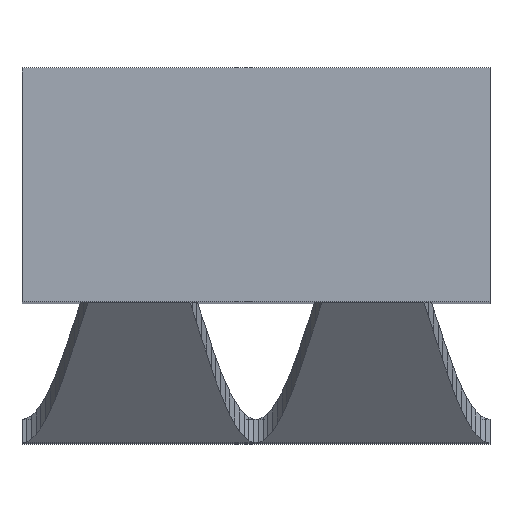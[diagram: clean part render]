
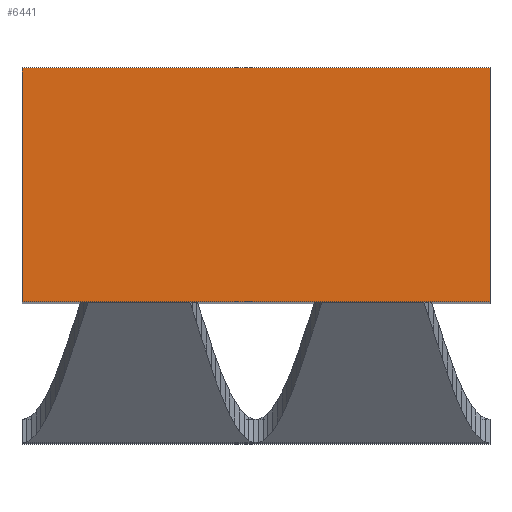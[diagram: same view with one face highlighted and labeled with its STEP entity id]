
A CAD part, top view. The second image highlights one B-rep face of the part: STEP entity #6441.
In plain terms, the highlighted planar face has unit normal (0, 0, 1).
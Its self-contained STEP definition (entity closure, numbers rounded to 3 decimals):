
#615 = PLANE('',#616);
#616 = AXIS2_PLACEMENT_3D('',#617,#618,#619);
#617 = CARTESIAN_POINT('',(-50.,-25.,-100.));
#618 = DIRECTION('',(0.,-1.,0.));
#619 = DIRECTION('',(1.,0.,0.));
#3459 = VERTEX_POINT('',#3460);
#3460 = CARTESIAN_POINT('',(-50.,-25.,100.));
#3474 = PLANE('',#3475);
#3475 = AXIS2_PLACEMENT_3D('',#3476,#3477,#3478);
#3476 = CARTESIAN_POINT('',(-50.,25.,-100.));
#3477 = DIRECTION('',(1.,0.,0.));
#3478 = DIRECTION('',(0.,-1.,0.));
#3515 = VERTEX_POINT('',#3516);
#3516 = CARTESIAN_POINT('',(50.,-25.,100.));
#3530 = PLANE('',#3531);
#3531 = AXIS2_PLACEMENT_3D('',#3532,#3533,#3534);
#3532 = CARTESIAN_POINT('',(50.,25.,-100.));
#3533 = DIRECTION('',(1.,0.,0.));
#3534 = DIRECTION('',(0.,-1.,0.));
#3542 = EDGE_CURVE('',#3459,#3515,#3543,.T.);
#3543 = SURFACE_CURVE('',#3544,(#3548,#3555),.PCURVE_S1.);
#3544 = LINE('',#3545,#3546);
#3545 = CARTESIAN_POINT('',(-50.,-25.,100.));
#3546 = VECTOR('',#3547,1.);
#3547 = DIRECTION('',(1.,0.,0.));
#3548 = PCURVE('',#615,#3549);
#3549 = DEFINITIONAL_REPRESENTATION('',(#3550),#3554);
#3550 = LINE('',#3551,#3552);
#3551 = CARTESIAN_POINT('',(0.,200.));
#3552 = VECTOR('',#3553,1.);
#3553 = DIRECTION('',(1.,0.));
#3554 = ( GEOMETRIC_REPRESENTATION_CONTEXT(2) 
PARAMETRIC_REPRESENTATION_CONTEXT() REPRESENTATION_CONTEXT('2D SPACE',''
  ) );
#3555 = PCURVE('',#3556,#3561);
#3556 = PLANE('',#3557);
#3557 = AXIS2_PLACEMENT_3D('',#3558,#3559,#3560);
#3558 = CARTESIAN_POINT('',(-50.,25.,100.));
#3559 = DIRECTION('',(0.,0.,1.));
#3560 = DIRECTION('',(0.,-1.,0.));
#3561 = DEFINITIONAL_REPRESENTATION('',(#3562),#3566);
#3562 = LINE('',#3563,#3564);
#3563 = CARTESIAN_POINT('',(50.,0.));
#3564 = VECTOR('',#3565,1.);
#3565 = DIRECTION('',(0.,1.));
#3566 = ( GEOMETRIC_REPRESENTATION_CONTEXT(2) 
PARAMETRIC_REPRESENTATION_CONTEXT() REPRESENTATION_CONTEXT('2D SPACE',''
  ) );
#6393 = VERTEX_POINT('',#6394);
#6394 = CARTESIAN_POINT('',(-50.,25.,100.));
#6408 = PLANE('',#6409);
#6409 = AXIS2_PLACEMENT_3D('',#6410,#6411,#6412);
#6410 = CARTESIAN_POINT('',(-50.,25.,-100.));
#6411 = DIRECTION('',(0.,-1.,0.));
#6412 = DIRECTION('',(1.,0.,0.));
#6420 = EDGE_CURVE('',#6393,#3459,#6421,.T.);
#6421 = SURFACE_CURVE('',#6422,(#6426,#6433),.PCURVE_S1.);
#6422 = LINE('',#6423,#6424);
#6423 = CARTESIAN_POINT('',(-50.,25.,100.));
#6424 = VECTOR('',#6425,1.);
#6425 = DIRECTION('',(0.,-1.,0.));
#6426 = PCURVE('',#3474,#6427);
#6427 = DEFINITIONAL_REPRESENTATION('',(#6428),#6432);
#6428 = LINE('',#6429,#6430);
#6429 = CARTESIAN_POINT('',(0.,-200.));
#6430 = VECTOR('',#6431,1.);
#6431 = DIRECTION('',(1.,0.));
#6432 = ( GEOMETRIC_REPRESENTATION_CONTEXT(2) 
PARAMETRIC_REPRESENTATION_CONTEXT() REPRESENTATION_CONTEXT('2D SPACE',''
  ) );
#6433 = PCURVE('',#3556,#6434);
#6434 = DEFINITIONAL_REPRESENTATION('',(#6435),#6439);
#6435 = LINE('',#6436,#6437);
#6436 = CARTESIAN_POINT('',(0.,0.));
#6437 = VECTOR('',#6438,1.);
#6438 = DIRECTION('',(1.,0.));
#6439 = ( GEOMETRIC_REPRESENTATION_CONTEXT(2) 
PARAMETRIC_REPRESENTATION_CONTEXT() REPRESENTATION_CONTEXT('2D SPACE',''
  ) );
#6441 = ADVANCED_FACE('',(#6442),#3556,.T.);
#6442 = FACE_BOUND('',#6443,.T.);
#6443 = EDGE_LOOP('',(#6444,#6467,#6468,#6469));
#6444 = ORIENTED_EDGE('',*,*,#6445,.F.);
#6445 = EDGE_CURVE('',#6393,#6446,#6448,.T.);
#6446 = VERTEX_POINT('',#6447);
#6447 = CARTESIAN_POINT('',(50.,25.,100.));
#6448 = SURFACE_CURVE('',#6449,(#6453,#6460),.PCURVE_S1.);
#6449 = LINE('',#6450,#6451);
#6450 = CARTESIAN_POINT('',(-50.,25.,100.));
#6451 = VECTOR('',#6452,1.);
#6452 = DIRECTION('',(1.,0.,0.));
#6453 = PCURVE('',#3556,#6454);
#6454 = DEFINITIONAL_REPRESENTATION('',(#6455),#6459);
#6455 = LINE('',#6456,#6457);
#6456 = CARTESIAN_POINT('',(0.,0.));
#6457 = VECTOR('',#6458,1.);
#6458 = DIRECTION('',(0.,1.));
#6459 = ( GEOMETRIC_REPRESENTATION_CONTEXT(2) 
PARAMETRIC_REPRESENTATION_CONTEXT() REPRESENTATION_CONTEXT('2D SPACE',''
  ) );
#6460 = PCURVE('',#6408,#6461);
#6461 = DEFINITIONAL_REPRESENTATION('',(#6462),#6466);
#6462 = LINE('',#6463,#6464);
#6463 = CARTESIAN_POINT('',(0.,200.));
#6464 = VECTOR('',#6465,1.);
#6465 = DIRECTION('',(1.,0.));
#6466 = ( GEOMETRIC_REPRESENTATION_CONTEXT(2) 
PARAMETRIC_REPRESENTATION_CONTEXT() REPRESENTATION_CONTEXT('2D SPACE',''
  ) );
#6467 = ORIENTED_EDGE('',*,*,#6420,.T.);
#6468 = ORIENTED_EDGE('',*,*,#3542,.T.);
#6469 = ORIENTED_EDGE('',*,*,#6470,.F.);
#6470 = EDGE_CURVE('',#6446,#3515,#6471,.T.);
#6471 = SURFACE_CURVE('',#6472,(#6476,#6483),.PCURVE_S1.);
#6472 = LINE('',#6473,#6474);
#6473 = CARTESIAN_POINT('',(50.,25.,100.));
#6474 = VECTOR('',#6475,1.);
#6475 = DIRECTION('',(0.,-1.,0.));
#6476 = PCURVE('',#3556,#6477);
#6477 = DEFINITIONAL_REPRESENTATION('',(#6478),#6482);
#6478 = LINE('',#6479,#6480);
#6479 = CARTESIAN_POINT('',(0.,100.));
#6480 = VECTOR('',#6481,1.);
#6481 = DIRECTION('',(1.,0.));
#6482 = ( GEOMETRIC_REPRESENTATION_CONTEXT(2) 
PARAMETRIC_REPRESENTATION_CONTEXT() REPRESENTATION_CONTEXT('2D SPACE',''
  ) );
#6483 = PCURVE('',#3530,#6484);
#6484 = DEFINITIONAL_REPRESENTATION('',(#6485),#6489);
#6485 = LINE('',#6486,#6487);
#6486 = CARTESIAN_POINT('',(0.,-200.));
#6487 = VECTOR('',#6488,1.);
#6488 = DIRECTION('',(1.,0.));
#6489 = ( GEOMETRIC_REPRESENTATION_CONTEXT(2) 
PARAMETRIC_REPRESENTATION_CONTEXT() REPRESENTATION_CONTEXT('2D SPACE',''
  ) );
